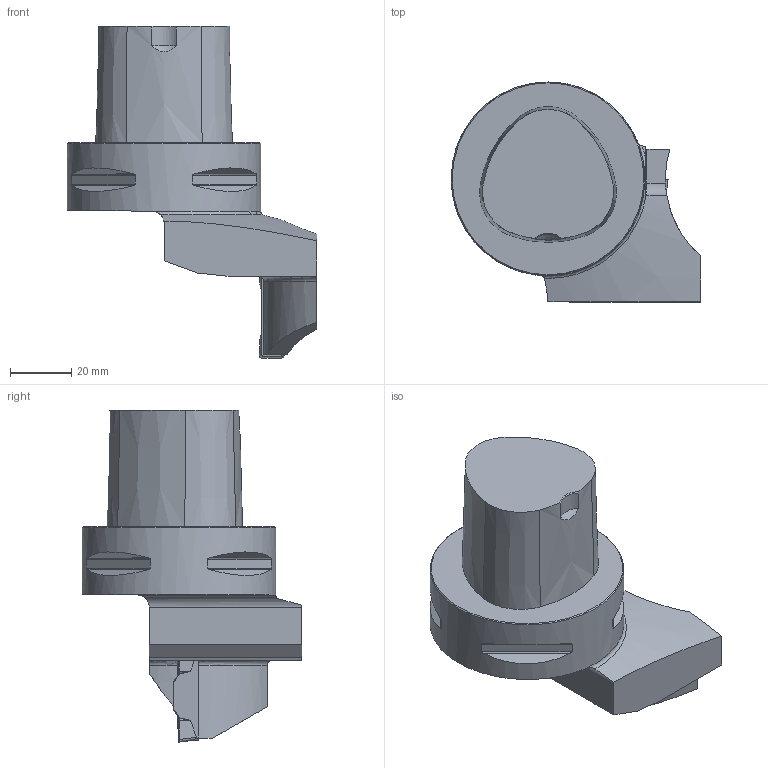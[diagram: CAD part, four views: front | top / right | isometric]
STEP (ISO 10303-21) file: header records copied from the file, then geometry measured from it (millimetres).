
FILE_DESCRIPTION(/* description */ (''),/* implementation_level */ '2;1');
FILE_NAME(/* name */ 'toolassembly_1.stp',/* time_stamp */ '2020-01-09T09:36:30+01:00',/* author */ (''),/* organization */ ('SMS'),/* preprocessor_version */ 'ST-DEVELOPER v16.7',/* originating_system */ 'SIEMENS PLM Software NX 12.0',/* authorisation */ '');
FILE_SCHEMA (('AUTOMOTIVE_DESIGN { 1 0 10303 214 3 1 1 1 }'));
Length unit declared in the file: millimetre
Products named in the file (4): ASSEMBLY_CONSTRUCTION; CUT_20200109092725; NOCUT_20200109092619; TOOLASSEMBLY_1
Assembly tree (3 placements, depth 2):
  TOOLASSEMBLY_1
    NOCUT_20200109092619
    CUT_20200109092725
    ASSEMBLY_CONSTRUCTION
Bounding box: 81.18 x 71.5 x 108 mm (x, y, z)
Volume: 166711.2 mm3; surface area: 23823.3 mm2
Topology: 2 solids, 2 shells, 141 faces, 399 edges, 273 vertices
Faces by surface type: plane 71, cylinder 31, extrusion 20, cone 11, torus 4, bspline 4
Full cylindrical faces by diameter (mm): 63 x1
Entity records: 6139 total; most frequent: CARTESIAN_POINT 2506, ORIENTED_EDGE 790, DIRECTION 618, EDGE_CURVE 395, VERTEX_POINT 265, VECTOR 230, LINE 210, AXIS2_PLACEMENT_3D 194
